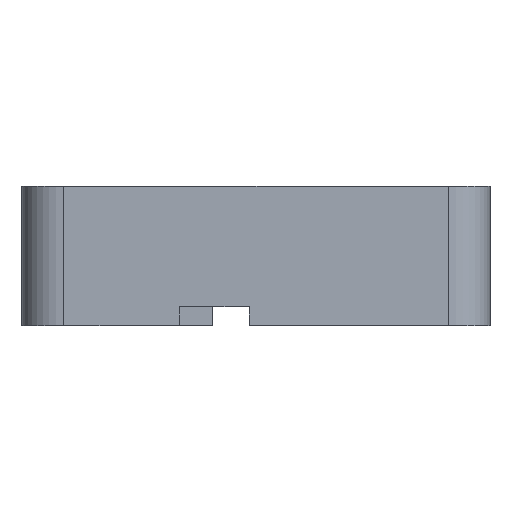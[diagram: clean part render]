
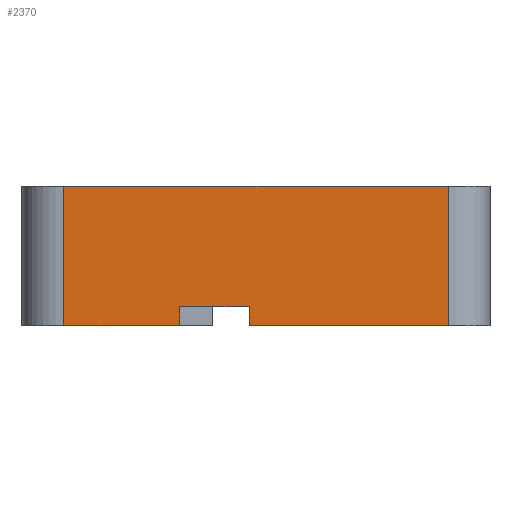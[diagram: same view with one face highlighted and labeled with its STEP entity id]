
A CAD part, left-side view. The second image highlights one B-rep face of the part: STEP entity #2370.
In plain terms, the highlighted planar face has unit normal (-1, 0, 0).
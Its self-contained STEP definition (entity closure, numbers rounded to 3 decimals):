
#9=DIRECTION('',(0.,-1.,0.));
#10=VECTOR('',#9,5.);
#11=CARTESIAN_POINT('',(-209.799,5.875,-0.45));
#12=LINE('',#11,#10);
#340=DIRECTION('',(0.,1.,0.));
#341=VECTOR('',#340,27.667);
#342=CARTESIAN_POINT('',(-209.799,-13.449,8.19));
#343=LINE('',#342,#341);
#481=DIRECTION('',(0.,0.,-1.));
#482=VECTOR('',#481,10.);
#483=CARTESIAN_POINT('',(-209.799,14.218,8.19));
#484=LINE('',#483,#482);
#485=DIRECTION('',(0.,1.,0.));
#486=VECTOR('',#485,14.324);
#487=CARTESIAN_POINT('',(-209.799,-13.449,
-1.81));
#488=LINE('',#487,#486);
#489=DIRECTION('',(0.,0.,-1.));
#490=VECTOR('',#489,1.36);
#491=CARTESIAN_POINT('',(-209.799,5.875,
-0.45));
#492=LINE('',#491,#490);
#493=DIRECTION('',(0.,1.,0.));
#494=VECTOR('',#493,8.343);
#495=CARTESIAN_POINT('',(-209.799,5.875,-1.81));
#496=LINE('',#495,#494);
#497=DIRECTION('',(0.,0.,1.));
#498=VECTOR('',#497,10.);
#499=CARTESIAN_POINT('',(-209.799,-13.449,
-1.81));
#500=LINE('',#499,#498);
#505=DIRECTION('',(0.,0.,-1.));
#506=VECTOR('',#505,1.36);
#507=CARTESIAN_POINT('',(-209.799,0.875,
-0.45));
#508=LINE('',#507,#506);
#1360=CARTESIAN_POINT('',(-209.799,5.875,
-0.45));
#1361=VERTEX_POINT('',#1360);
#1362=CARTESIAN_POINT('',(-209.799,0.875,
-0.45));
#1363=VERTEX_POINT('',#1362);
#1566=CARTESIAN_POINT('',(-209.799,-13.449,
8.19));
#1567=VERTEX_POINT('',#1566);
#1568=CARTESIAN_POINT('',(-209.799,14.218,8.19));
#1569=VERTEX_POINT('',#1568);
#1584=CARTESIAN_POINT('',(-209.799,0.875,
-1.81));
#1585=VERTEX_POINT('',#1584);
#1586=CARTESIAN_POINT('',(-209.799,-13.449,
-1.81));
#1587=VERTEX_POINT('',#1586);
#1600=CARTESIAN_POINT('',(-209.799,5.875,
-1.81));
#1601=VERTEX_POINT('',#1600);
#1602=CARTESIAN_POINT('',(-209.799,14.218,
-1.81));
#1603=VERTEX_POINT('',#1602);
#2351=CARTESIAN_POINT('',(-209.799,0.384,
-6.4));
#2352=DIRECTION('',(-1.,0.,0.));
#2353=DIRECTION('',(0.,0.,1.));
#2354=AXIS2_PLACEMENT_3D('',#2351,#2352,#2353);
#2355=PLANE('',#2354);
#2357=ORIENTED_EDGE('',*,*,#2356,.F.);
#2358=ORIENTED_EDGE('',*,*,#2159,.T.);
#2360=ORIENTED_EDGE('',*,*,#2359,.F.);
#2361=ORIENTED_EDGE('',*,*,#1785,.F.);
#2363=ORIENTED_EDGE('',*,*,#2362,.T.);
#2365=ORIENTED_EDGE('',*,*,#2364,.T.);
#2366=ORIENTED_EDGE('',*,*,#2344,.F.);
#2367=ORIENTED_EDGE('',*,*,#2217,.F.);
#2368=EDGE_LOOP('',(#2357,#2358,#2360,#2361,#2363,#2365,#2366,#2367));
#2369=FACE_OUTER_BOUND('',#2368,.F.);
#2370=ADVANCED_FACE('',(#2369),#2355,.T.);
#1785=EDGE_CURVE('',#1361,#1363,#12,.T.);
#2159=EDGE_CURVE('',#1587,#1585,#488,.T.);
#2217=EDGE_CURVE('',#1567,#1569,#343,.T.);
#2344=EDGE_CURVE('',#1569,#1603,#484,.T.);
#2356=EDGE_CURVE('',#1587,#1567,#500,.T.);
#2359=EDGE_CURVE('',#1363,#1585,#508,.T.);
#2362=EDGE_CURVE('',#1361,#1601,#492,.T.);
#2364=EDGE_CURVE('',#1601,#1603,#496,.T.);
